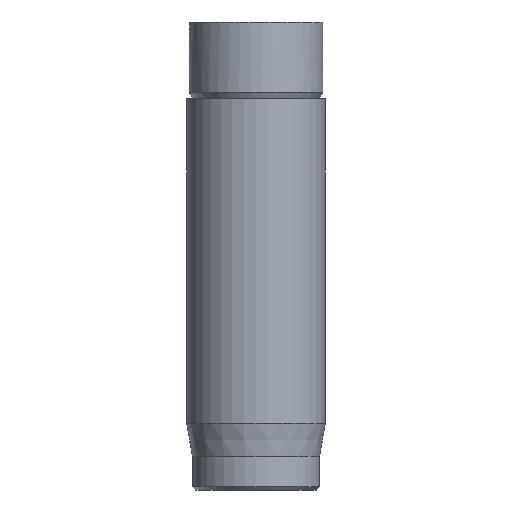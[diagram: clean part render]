
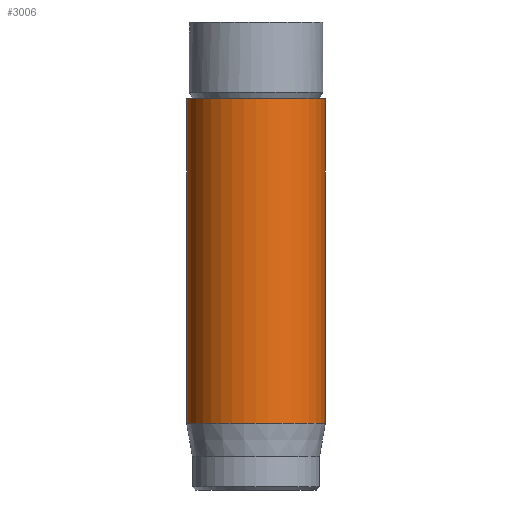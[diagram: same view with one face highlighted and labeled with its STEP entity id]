
A CAD part, front view. The second image highlights one B-rep face of the part: STEP entity #3006.
In plain terms, the highlighted cylindrical face has radius 2.075 mm (diameter 4.15 mm), a full revolution.
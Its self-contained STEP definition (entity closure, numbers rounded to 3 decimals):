
#408=CYLINDRICAL_SURFACE('',#3253,2.075);
#421=FACE_OUTER_BOUND('',#597,.T.);
#597=EDGE_LOOP('',(#2100,#2101,#2102,#2103,#2104));
#782=LINE('',#3847,#1021);
#1021=VECTOR('',#3401,2.075);
#1257=CIRCLE('',#3235,2.075);
#1266=CIRCLE('',#3251,2.075);
#1267=CIRCLE('',#3252,2.075);
#1283=VERTEX_POINT('',#3811);
#1292=VERTEX_POINT('',#3841);
#1293=VERTEX_POINT('',#3842);
#1595=EDGE_CURVE('',#1283,#1283,#1257,.T.);
#1609=EDGE_CURVE('',#1292,#1293,#1266,.T.);
#1610=EDGE_CURVE('',#1293,#1292,#1267,.T.);
#1612=EDGE_CURVE('',#1283,#1292,#782,.T.);
#2100=ORIENTED_EDGE('',*,*,#1595,.T.);
#2101=ORIENTED_EDGE('',*,*,#1612,.T.);
#2102=ORIENTED_EDGE('',*,*,#1609,.T.);
#2103=ORIENTED_EDGE('',*,*,#1610,.T.);
#2104=ORIENTED_EDGE('',*,*,#1612,.F.);
#3006=ADVANCED_FACE('',(#421),#408,.T.);
#3235=AXIS2_PLACEMENT_3D('',#3812,#3357,#3358);
#3251=AXIS2_PLACEMENT_3D('',#3843,#3394,#3395);
#3252=AXIS2_PLACEMENT_3D('',#3844,#3396,#3397);
#3253=AXIS2_PLACEMENT_3D('',#3846,#3399,#3400);
#3357=DIRECTION('center_axis',(0.,0.,-1.));
#3358=DIRECTION('ref_axis',(-1.,0.,0.));
#3394=DIRECTION('center_axis',(0.,0.,1.));
#3395=DIRECTION('ref_axis',(-1.,0.,0.));
#3396=DIRECTION('center_axis',(0.,0.,1.));
#3397=DIRECTION('ref_axis',(-1.,0.,0.));
#3399=DIRECTION('center_axis',(0.,0.,1.));
#3400=DIRECTION('ref_axis',(-1.,0.,0.));
#3401=DIRECTION('',(0.,0.,-1.));
#3811=CARTESIAN_POINT('',(2.075,0.,11.7));
#3812=CARTESIAN_POINT('Origin',(0.,0.,11.7));
#3841=CARTESIAN_POINT('',(2.075,0.,1.992));
#3842=CARTESIAN_POINT('',(-2.075,0.,1.992));
#3843=CARTESIAN_POINT('Origin',(0.,0.,1.992));
#3844=CARTESIAN_POINT('Origin',(0.,0.,1.992));
#3846=CARTESIAN_POINT('Origin',(0.,0.,0.));
#3847=CARTESIAN_POINT('',(2.075,0.,0.));
